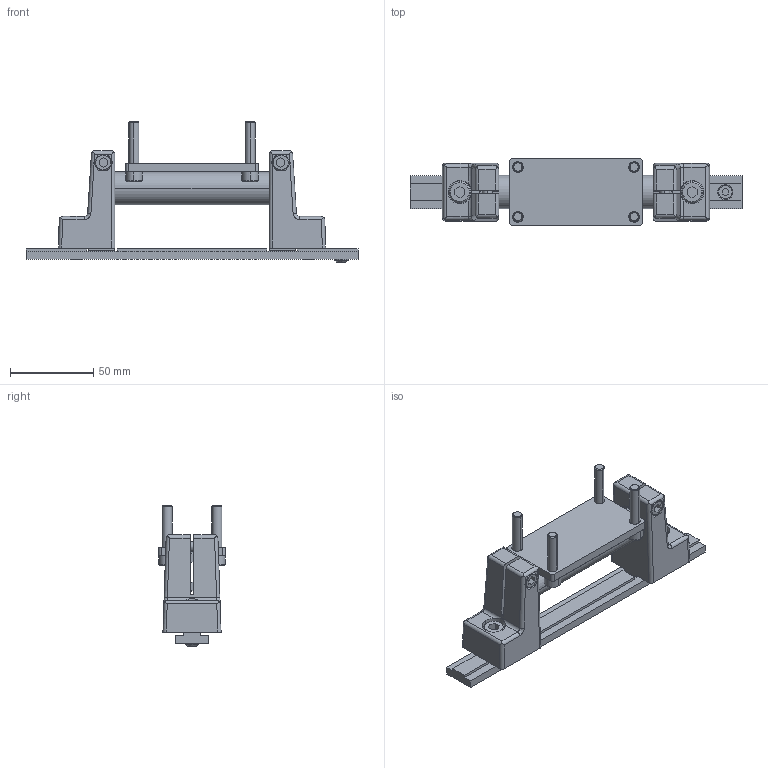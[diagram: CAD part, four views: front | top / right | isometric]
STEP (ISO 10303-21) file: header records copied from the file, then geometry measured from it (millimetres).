
FILE_DESCRIPTION(('Creo Elements/Direct Modeling STEP Export'),'2;1');
FILE_NAME('44.0337_Schwenkgelenk-MMS-44_Verwendung-44.0030.stp','2022-03-21T 9:00:47',(''),(''),'PTC Creo Elements/Direct Modeling STEP processor for AP214 (Solid Model)','PTC Creo Elements/Direct Modeling 19.0C 15-Aug-2015 (C) Parametric Technology GmbH','');
FILE_SCHEMA(('AUTOMOTIVE_DESIGN { 1 0 10303 214 1 1 1 1 }'));
Length unit declared in the file: millimetre
Products named in the file (12): Schwenkgelenkhalter_96.6521_PX174503.02.02; Zylinderschraube-DIN912_M6x25-8.8-verz_11416_PX173788.02; Buchse_D2320x10-ESD_96.6520_PX174507.02.02; Zylinderschraube-DIN7500_M6x30-GEFU-verz_25382_PX174501.3.02; Scheibe_D22512x15_96.6519_PX174505.1.02; Klemmschiene-MMS-44_Schwenkgelenk_44.0337_44.0141_PX174511; Zylinderschraube-DIN912_M8x16-8.8-verz_10988_PX174500.02.02; Sicherungsmutter-DIN985_M6-8.8-verz_14882_PX174502.02; Gewindestift-DIN913_M8x8-45H-verz_12540_PX174506.02; Rohr_D2014_96.6531_PX174512; Flansch_Laserschneideteil-5mm_96.6530_PX174513; Schwenkgelenk-MMS-44_44.0030_44.0337_PX174514
Assembly tree (20 placements, depth 2):
  Schwenkgelenk-MMS-44_44.0030_44.0337_PX174514
    Flansch_Laserschneideteil-5mm_96.6530_PX174513
    Rohr_D2014_96.6531_PX174512
    Gewindestift-DIN913_M8x8-45H-verz_12540_PX174506.02
    Sicherungsmutter-DIN985_M6-8.8-verz_14882_PX174502.02  x2
    Schwenkgelenkhalter_96.6521_PX174503.02.02  x2
    Zylinderschraube-DIN912_M8x16-8.8-verz_10988_PX174500.02.02  x2
    Klemmschiene-MMS-44_Schwenkgelenk_44.0337_44.0141_PX174511
    Zylinderschraube-DIN7500_M6x30-GEFU-verz_25382_PX174501.3.02  x4
    Scheibe_D22512x15_96.6519_PX174505.1.02  x2
    Zylinderschraube-DIN912_M6x25-8.8-verz_11416_PX173788.02  x2
    Buchse_D2320x10-ESD_96.6520_PX174507.02.02  x2
Bounding box: 200 x 40 x 84.5 mm (x, y, z)
Volume: 125784.4 mm3; surface area: 70143 mm2
Topology: 20 solids, 20 shells, 510 faces, 1214 edges, 774 vertices
Faces by surface type: plane 258, cylinder 140, cone 76, torus 32, bspline 4
Entity records: 9085 total; most frequent: CARTESIAN_POINT 2217, ORIENTED_EDGE 1324, DIRECTION 1247, EDGE_CURVE 662, AXIS2_PLACEMENT_3D 437, VERTEX_POINT 423, VECTOR 373, LINE 373
